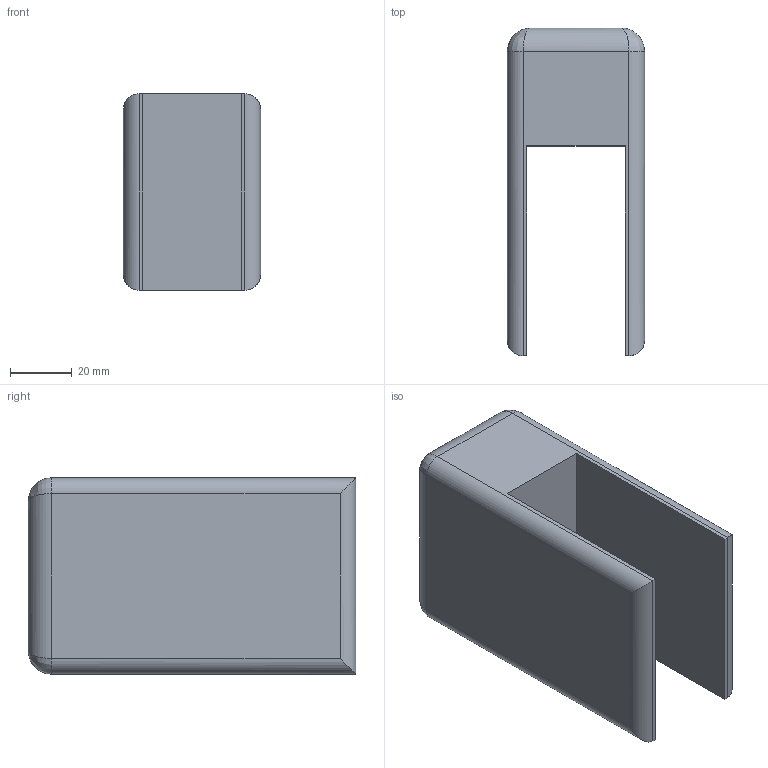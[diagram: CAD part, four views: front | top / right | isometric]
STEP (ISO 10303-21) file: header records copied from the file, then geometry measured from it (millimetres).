
FILE_DESCRIPTION(/* description */ ('Alibre Inc.'),/* implementation_level */ '2;1');
FILE_NAME(/* name */ 'export0',/* time_stamp */ '2013-09-08T12:23:01-04:00',/* author */ (''),/* organization */ (''),/* preprocessor_version */ 'ST-DEVELOPER v14',/* originating_system */ 'Alibre',/* authorisation */ '');
FILE_SCHEMA (('CONFIG_CONTROL_DESIGN'));
Length unit declared in the file: centimetre
Products named in the file (1): ID_1
Bounding box: 44.45 x 106.05 x 63.5 mm (x, y, z)
Volume: 152179.7 mm3; surface area: 32355.2 mm2
Topology: 1 solids, 1 shells, 29 faces, 66 edges, 36 vertices
Faces by surface type: plane 15, cylinder 10, bspline 4
Entity records: 1250 total; most frequent: CARTESIAN_POINT 555, ORIENTED_EDGE 124, DIRECTION 113, EDGE_CURVE 62, VECTOR 46, LINE 46, AXIS2_PLACEMENT_3D 41, VERTEX_POINT 36
